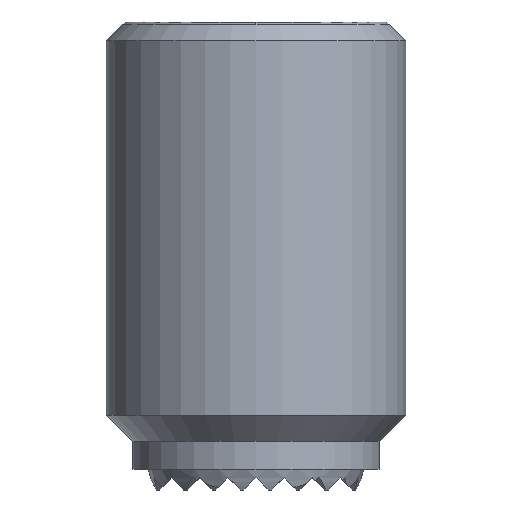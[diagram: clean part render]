
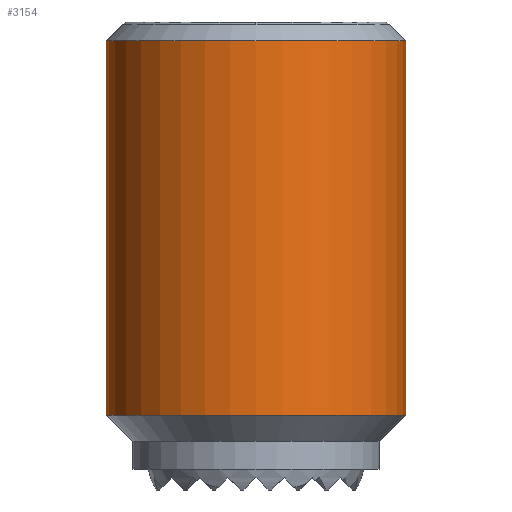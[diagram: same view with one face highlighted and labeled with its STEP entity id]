
A CAD part, front view. The second image highlights one B-rep face of the part: STEP entity #3154.
In plain terms, the highlighted cylindrical face has radius 8 mm (diameter 16 mm), a partial arc.
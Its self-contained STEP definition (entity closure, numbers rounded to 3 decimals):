
#1248=VERTEX_POINT('',#3585);
#1442=VERTEX_POINT('',#3799);
#1900=VERTEX_POINT('',#4311);
#2372=EDGE_CURVE('',#3404,#1248,#4829,.T.);
#2394=EDGE_CURVE('',#1900,#3404,#4855,.T.);
#3108=EDGE_CURVE('',#1442,#1900,#5665,.T.);
#3154=ADVANCED_FACE('',(#5717),#5718,.T.);
#3312=EDGE_CURVE('',#1442,#1248,#5896,.T.);
#3404=VERTEX_POINT('',#5998);
#3585=CARTESIAN_POINT('',(8.,0.,-21.0));
#3799=CARTESIAN_POINT('',(-8.,0.,-21.0));
#4311=CARTESIAN_POINT('',(-8.,0.,-1.));
#4829=LINE('',#8030,#8031);
#4855=CIRCLE('',#8068,8.0);
#5665=LINE('',#9190,#9191);
#5717=FACE_OUTER_BOUND('',#9261,.T.);
#5718=CYLINDRICAL_SURFACE('',#9262,8.0);
#5896=CIRCLE('',#9504,8.0);
#5998=CARTESIAN_POINT('',(8.,0.,-1.));
#8030=CARTESIAN_POINT('',(8.,0.,-11.0));
#8031=VECTOR('',#11239,1.0);
#8068=AXIS2_PLACEMENT_3D('',#11276,#11277,#11278);
#9190=CARTESIAN_POINT('',(-8.,0.,-11.0));
#9191=VECTOR('',#12285,1.0);
#9261=EDGE_LOOP('',(#12352,#12353,#12354,#12355));
#9262=AXIS2_PLACEMENT_3D('',#12356,#12357,#12358);
#9504=AXIS2_PLACEMENT_3D('',#12562,#12563,#12564);
#11239=DIRECTION('',(-0.0,-0.0,-1.0));
#11276=CARTESIAN_POINT('',(0.,0.,-1.));
#11277=DIRECTION('',(0.0,0.0,1.0));
#11278=DIRECTION('',(-1.0,0.,0.0));
#12285=DIRECTION('',(0.0,0.0,1.0));
#12352=ORIENTED_EDGE('',*,*,#3108,.F.);
#12353=ORIENTED_EDGE('',*,*,#3312,.T.);
#12354=ORIENTED_EDGE('',*,*,#2372,.F.);
#12355=ORIENTED_EDGE('',*,*,#2394,.F.);
#12356=CARTESIAN_POINT('',(0.,0.,-11.0));
#12357=DIRECTION('',(-0.0,-0.0,-1.0));
#12358=DIRECTION('',(-1.0,0.,0.0));
#12562=CARTESIAN_POINT('',(0.,0.,-21.0));
#12563=DIRECTION('',(0.0,0.0,1.0));
#12564=DIRECTION('',(-1.0,0.,0.0));
